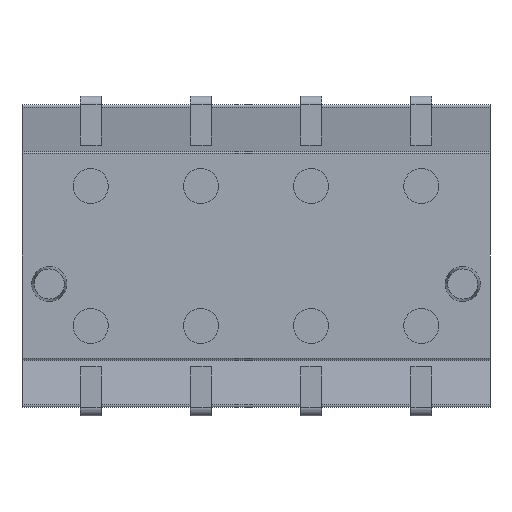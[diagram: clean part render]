
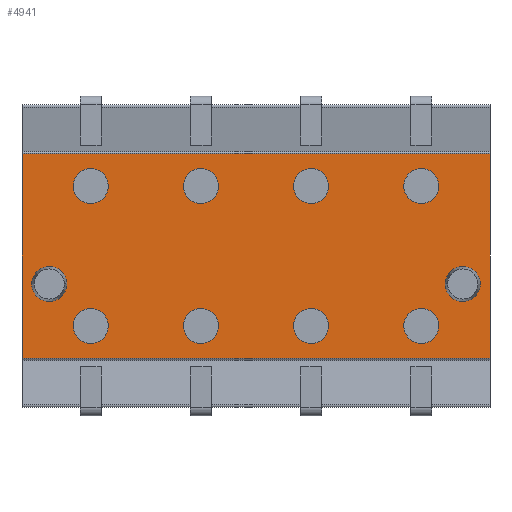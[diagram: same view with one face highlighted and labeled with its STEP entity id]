
A CAD part, front view. The second image highlights one B-rep face of the part: STEP entity #4941.
In plain terms, the highlighted planar face has unit normal (0, -1, 0).
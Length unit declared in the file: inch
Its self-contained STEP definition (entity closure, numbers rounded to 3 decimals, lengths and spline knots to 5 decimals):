
#241=DIRECTION('',(0.,0.,-1.));
#242=VECTOR('',#241,0.293);
#243=CARTESIAN_POINT('',(0.3345,-0.058,0.1465));
#244=LINE('',#243,#242);
#307=DIRECTION('',(0.,0.,-1.));
#308=VECTOR('',#307,0.293);
#309=CARTESIAN_POINT('',(-0.3345,-0.058,0.1465));
#310=LINE('',#309,#308);
#428=DIRECTION('',(1.,0.,0.));
#429=VECTOR('',#428,0.669);
#430=CARTESIAN_POINT('',(-0.3345,-0.058,0.1465));
#431=LINE('',#430,#429);
#435=DIRECTION('',(1.,0.,0.));
#436=VECTOR('',#435,0.669);
#437=CARTESIAN_POINT('',(-0.3345,-0.058,-0.1465));
#438=LINE('',#437,#436);
#442=CARTESIAN_POINT('',(0.2363,-0.058,-0.1));
#443=DIRECTION('',(0.,1.,0.));
#444=DIRECTION('',(-1.,0.,0.));
#445=AXIS2_PLACEMENT_3D('',#442,#443,#444);
#450=CARTESIAN_POINT('',(0.2363,-0.058,-0.1));
#451=DIRECTION('',(0.,1.,0.));
#452=DIRECTION('',(1.,0.,0.));
#453=AXIS2_PLACEMENT_3D('',#450,#451,#452);
#458=CARTESIAN_POINT('',(0.0788,-0.058,-0.1));
#459=DIRECTION('',(0.,1.,0.));
#460=DIRECTION('',(-1.,0.,0.));
#461=AXIS2_PLACEMENT_3D('',#458,#459,#460);
#466=CARTESIAN_POINT('',(0.0788,-0.058,-0.1));
#467=DIRECTION('',(0.,1.,0.));
#468=DIRECTION('',(1.,0.,0.));
#469=AXIS2_PLACEMENT_3D('',#466,#467,#468);
#474=CARTESIAN_POINT('',(-0.0787,-0.058,-0.1));
#475=DIRECTION('',(0.,1.,0.));
#476=DIRECTION('',(-1.,0.,0.));
#477=AXIS2_PLACEMENT_3D('',#474,#475,#476);
#482=CARTESIAN_POINT('',(-0.0787,-0.058,-0.1));
#483=DIRECTION('',(0.,1.,0.));
#484=DIRECTION('',(1.,0.,0.));
#485=AXIS2_PLACEMENT_3D('',#482,#483,#484);
#490=CARTESIAN_POINT('',(-0.2362,-0.058,-0.1));
#491=DIRECTION('',(0.,1.,0.));
#492=DIRECTION('',(-1.,0.,0.));
#493=AXIS2_PLACEMENT_3D('',#490,#491,#492);
#498=CARTESIAN_POINT('',(-0.2362,-0.058,-0.1));
#499=DIRECTION('',(0.,1.,0.));
#500=DIRECTION('',(1.,0.,0.));
#501=AXIS2_PLACEMENT_3D('',#498,#499,#500);
#506=CARTESIAN_POINT('',(0.2363,-0.058,0.1));
#507=DIRECTION('',(0.,1.,0.));
#508=DIRECTION('',(-1.,0.,0.));
#509=AXIS2_PLACEMENT_3D('',#506,#507,#508);
#514=CARTESIAN_POINT('',(0.2363,-0.058,0.1));
#515=DIRECTION('',(0.,1.,0.));
#516=DIRECTION('',(1.,0.,0.));
#517=AXIS2_PLACEMENT_3D('',#514,#515,#516);
#522=CARTESIAN_POINT('',(0.0788,-0.058,0.1));
#523=DIRECTION('',(0.,1.,0.));
#524=DIRECTION('',(-1.,0.,0.));
#525=AXIS2_PLACEMENT_3D('',#522,#523,#524);
#530=CARTESIAN_POINT('',(0.0788,-0.058,0.1));
#531=DIRECTION('',(0.,1.,0.));
#532=DIRECTION('',(1.,0.,0.));
#533=AXIS2_PLACEMENT_3D('',#530,#531,#532);
#538=CARTESIAN_POINT('',(-0.0787,-0.058,0.1));
#539=DIRECTION('',(0.,1.,0.));
#540=DIRECTION('',(-1.,0.,0.));
#541=AXIS2_PLACEMENT_3D('',#538,#539,#540);
#546=CARTESIAN_POINT('',(-0.0787,-0.058,0.1));
#547=DIRECTION('',(0.,1.,0.));
#548=DIRECTION('',(1.,0.,0.));
#549=AXIS2_PLACEMENT_3D('',#546,#547,#548);
#554=CARTESIAN_POINT('',(-0.2362,-0.058,0.1));
#555=DIRECTION('',(0.,1.,0.));
#556=DIRECTION('',(-1.,0.,0.));
#557=AXIS2_PLACEMENT_3D('',#554,#555,#556);
#562=CARTESIAN_POINT('',(-0.2362,-0.058,0.1));
#563=DIRECTION('',(0.,1.,0.));
#564=DIRECTION('',(1.,0.,0.));
#565=AXIS2_PLACEMENT_3D('',#562,#563,#564);
#570=CARTESIAN_POINT('',(0.2955,-0.058,-0.04));
#571=DIRECTION('',(0.,-1.,0.));
#572=DIRECTION('',(1.,0.,0.));
#573=AXIS2_PLACEMENT_3D('',#570,#571,#572);
#578=CARTESIAN_POINT('',(0.2955,-0.058,-0.04));
#579=DIRECTION('',(0.,-1.,0.));
#580=DIRECTION('',(-1.,0.,0.));
#581=AXIS2_PLACEMENT_3D('',#578,#579,#580);
#586=CARTESIAN_POINT('',(-0.2955,-0.058,-0.04));
#587=DIRECTION('',(0.,-1.,0.));
#588=DIRECTION('',(1.,0.,0.));
#589=AXIS2_PLACEMENT_3D('',#586,#587,#588);
#594=CARTESIAN_POINT('',(-0.2955,-0.058,-0.04));
#595=DIRECTION('',(0.,-1.,0.));
#596=DIRECTION('',(-1.,0.,0.));
#597=AXIS2_PLACEMENT_3D('',#594,#595,#596);
#4011=CARTESIAN_POINT('',(-0.3345,-0.058,0.1465));
#4013=VERTEX_POINT('',#4011);
#4017=CARTESIAN_POINT('',(0.3345,-0.058,0.1465));
#4019=VERTEX_POINT('',#4017);
#4023=CARTESIAN_POINT('',(-0.3345,-0.058,-0.1465));
#4024=VERTEX_POINT('',#4023);
#4025=CARTESIAN_POINT('',(0.3345,-0.058,-0.1465));
#4026=VERTEX_POINT('',#4025);
#4035=CARTESIAN_POINT('',(0.3205,-0.058,-0.04));
#4036=CARTESIAN_POINT('',(0.2705,-0.058,-0.04));
#4037=VERTEX_POINT('',#4035);
#4038=VERTEX_POINT('',#4036);
#4039=CARTESIAN_POINT('',(-0.2705,-0.058,-0.04));
#4040=CARTESIAN_POINT('',(-0.3205,-0.058,-0.04));
#4041=VERTEX_POINT('',#4039);
#4042=VERTEX_POINT('',#4040);
#4043=CARTESIAN_POINT('',(0.2113,-0.058,-0.1));
#4044=CARTESIAN_POINT('',(0.2613,-0.058,-0.1));
#4045=VERTEX_POINT('',#4043);
#4046=VERTEX_POINT('',#4044);
#4047=CARTESIAN_POINT('',(0.0538,-0.058,-0.1));
#4048=CARTESIAN_POINT('',(0.1038,-0.058,-0.1));
#4049=VERTEX_POINT('',#4047);
#4050=VERTEX_POINT('',#4048);
#4051=CARTESIAN_POINT('',(-0.1037,-0.058,-0.1));
#4052=CARTESIAN_POINT('',(-0.0537,-0.058,-0.1));
#4053=VERTEX_POINT('',#4051);
#4054=VERTEX_POINT('',#4052);
#4055=CARTESIAN_POINT('',(-0.2612,-0.058,-0.1));
#4056=CARTESIAN_POINT('',(-0.2112,-0.058,-0.1));
#4057=VERTEX_POINT('',#4055);
#4058=VERTEX_POINT('',#4056);
#4059=CARTESIAN_POINT('',(0.2113,-0.058,0.1));
#4060=CARTESIAN_POINT('',(0.2613,-0.058,0.1));
#4061=VERTEX_POINT('',#4059);
#4062=VERTEX_POINT('',#4060);
#4063=CARTESIAN_POINT('',(0.0538,-0.058,0.1));
#4064=CARTESIAN_POINT('',(0.1038,-0.058,0.1));
#4065=VERTEX_POINT('',#4063);
#4066=VERTEX_POINT('',#4064);
#4067=CARTESIAN_POINT('',(-0.1037,-0.058,0.1));
#4068=CARTESIAN_POINT('',(-0.0537,-0.058,0.1));
#4069=VERTEX_POINT('',#4067);
#4070=VERTEX_POINT('',#4068);
#4071=CARTESIAN_POINT('',(-0.2612,-0.058,0.1));
#4072=CARTESIAN_POINT('',(-0.2112,-0.058,0.1));
#4073=VERTEX_POINT('',#4071);
#4074=VERTEX_POINT('',#4072);
#4869=CARTESIAN_POINT('',(-0.3345,-0.058,0.2165));
#4870=DIRECTION('',(0.,-1.,0.));
#4871=DIRECTION('',(0.,0.,-1.));
#4872=AXIS2_PLACEMENT_3D('',#4869,#4870,#4871);
#4873=PLANE('',#4872);
#4874=ORIENTED_EDGE('',*,*,#4864,.T.);
#4875=ORIENTED_EDGE('',*,*,#4764,.T.);
#4877=ORIENTED_EDGE('',*,*,#4876,.F.);
#4878=ORIENTED_EDGE('',*,*,#4801,.F.);
#4879=EDGE_LOOP('',(#4874,#4875,#4877,#4878));
#4880=FACE_OUTER_BOUND('',#4879,.F.);
#4882=ORIENTED_EDGE('',*,*,#4881,.F.);
#4884=ORIENTED_EDGE('',*,*,#4883,.F.);
#4885=EDGE_LOOP('',(#4882,#4884));
#4886=FACE_BOUND('',#4885,.F.);
#4888=ORIENTED_EDGE('',*,*,#4887,.F.);
#4890=ORIENTED_EDGE('',*,*,#4889,.F.);
#4891=EDGE_LOOP('',(#4888,#4890));
#4892=FACE_BOUND('',#4891,.F.);
#4894=ORIENTED_EDGE('',*,*,#4893,.F.);
#4896=ORIENTED_EDGE('',*,*,#4895,.F.);
#4897=EDGE_LOOP('',(#4894,#4896));
#4898=FACE_BOUND('',#4897,.F.);
#4900=ORIENTED_EDGE('',*,*,#4899,.F.);
#4902=ORIENTED_EDGE('',*,*,#4901,.F.);
#4903=EDGE_LOOP('',(#4900,#4902));
#4904=FACE_BOUND('',#4903,.F.);
#4906=ORIENTED_EDGE('',*,*,#4905,.F.);
#4908=ORIENTED_EDGE('',*,*,#4907,.F.);
#4909=EDGE_LOOP('',(#4906,#4908));
#4910=FACE_BOUND('',#4909,.F.);
#4912=ORIENTED_EDGE('',*,*,#4911,.F.);
#4914=ORIENTED_EDGE('',*,*,#4913,.F.);
#4915=EDGE_LOOP('',(#4912,#4914));
#4916=FACE_BOUND('',#4915,.F.);
#4918=ORIENTED_EDGE('',*,*,#4917,.F.);
#4920=ORIENTED_EDGE('',*,*,#4919,.F.);
#4921=EDGE_LOOP('',(#4918,#4920));
#4922=FACE_BOUND('',#4921,.F.);
#4924=ORIENTED_EDGE('',*,*,#4923,.F.);
#4926=ORIENTED_EDGE('',*,*,#4925,.F.);
#4927=EDGE_LOOP('',(#4924,#4926));
#4928=FACE_BOUND('',#4927,.F.);
#4930=ORIENTED_EDGE('',*,*,#4929,.T.);
#4932=ORIENTED_EDGE('',*,*,#4931,.T.);
#4933=EDGE_LOOP('',(#4930,#4932));
#4934=FACE_BOUND('',#4933,.F.);
#4936=ORIENTED_EDGE('',*,*,#4935,.T.);
#4938=ORIENTED_EDGE('',*,*,#4937,.T.);
#4939=EDGE_LOOP('',(#4936,#4938));
#4940=FACE_BOUND('',#4939,.F.);
#446=CIRCLE('',#445,0.025);
#454=CIRCLE('',#453,0.025);
#462=CIRCLE('',#461,0.025);
#470=CIRCLE('',#469,0.025);
#478=CIRCLE('',#477,0.025);
#486=CIRCLE('',#485,0.025);
#494=CIRCLE('',#493,0.025);
#502=CIRCLE('',#501,0.025);
#510=CIRCLE('',#509,0.025);
#518=CIRCLE('',#517,0.025);
#526=CIRCLE('',#525,0.025);
#534=CIRCLE('',#533,0.025);
#542=CIRCLE('',#541,0.025);
#550=CIRCLE('',#549,0.025);
#558=CIRCLE('',#557,0.025);
#566=CIRCLE('',#565,0.025);
#574=CIRCLE('',#573,0.025);
#582=CIRCLE('',#581,0.025);
#590=CIRCLE('',#589,0.025);
#598=CIRCLE('',#597,0.025);
#4764=EDGE_CURVE('',#4019,#4026,#244,.T.);
#4801=EDGE_CURVE('',#4013,#4024,#310,.T.);
#4864=EDGE_CURVE('',#4013,#4019,#431,.T.);
#4876=EDGE_CURVE('',#4024,#4026,#438,.T.);
#4881=EDGE_CURVE('',#4045,#4046,#446,.T.);
#4883=EDGE_CURVE('',#4046,#4045,#454,.T.);
#4887=EDGE_CURVE('',#4049,#4050,#462,.T.);
#4889=EDGE_CURVE('',#4050,#4049,#470,.T.);
#4893=EDGE_CURVE('',#4053,#4054,#478,.T.);
#4895=EDGE_CURVE('',#4054,#4053,#486,.T.);
#4899=EDGE_CURVE('',#4057,#4058,#494,.T.);
#4901=EDGE_CURVE('',#4058,#4057,#502,.T.);
#4905=EDGE_CURVE('',#4061,#4062,#510,.T.);
#4907=EDGE_CURVE('',#4062,#4061,#518,.T.);
#4911=EDGE_CURVE('',#4065,#4066,#526,.T.);
#4913=EDGE_CURVE('',#4066,#4065,#534,.T.);
#4917=EDGE_CURVE('',#4069,#4070,#542,.T.);
#4919=EDGE_CURVE('',#4070,#4069,#550,.T.);
#4923=EDGE_CURVE('',#4073,#4074,#558,.T.);
#4925=EDGE_CURVE('',#4074,#4073,#566,.T.);
#4929=EDGE_CURVE('',#4037,#4038,#574,.T.);
#4931=EDGE_CURVE('',#4038,#4037,#582,.T.);
#4935=EDGE_CURVE('',#4041,#4042,#590,.T.);
#4937=EDGE_CURVE('',#4042,#4041,#598,.T.);
#4941=ADVANCED_FACE('',(#4880,#4886,#4892,#4898,#4904,#4910,#4916,#4922,#4928,
#4934,#4940),#4873,.T.);
